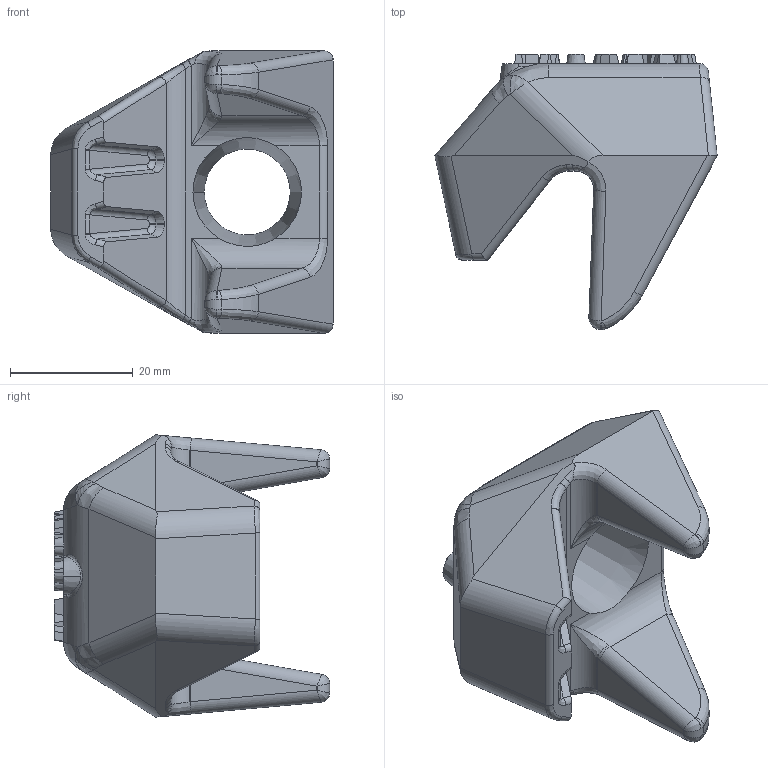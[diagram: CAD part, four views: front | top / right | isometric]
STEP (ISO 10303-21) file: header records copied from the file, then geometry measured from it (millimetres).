
FILE_DESCRIPTION (( 'STEP AP214' ), '1' );
FILE_NAME ('CF12.STEP', '2008-02-15T14:18:50', ( 'Schütte' ), ( ' ' ), 'SwSTEP 2.0', 'SolidWorks 2008', '' );
FILE_SCHEMA (( 'AUTOMOTIVE_DESIGN' ));
Length unit declared in the file: millimetre
Products named in the file (1): CF12
Bounding box: 46 x 44.85 x 46 mm (x, y, z)
Volume: 30289.8 mm3; surface area: 8306.4 mm2
Topology: 1 solids, 1 shells, 313 faces, 826 edges, 520 vertices
Faces by surface type: plane 160, bspline 84, cylinder 53, cone 12, torus 4
Entity records: 14487 total; most frequent: CARTESIAN_POINT 7653, ORIENTED_EDGE 1636, DIRECTION 1102, EDGE_CURVE 818, VERTEX_POINT 520, VECTOR 458, LINE 458, EDGE_LOOP 328
